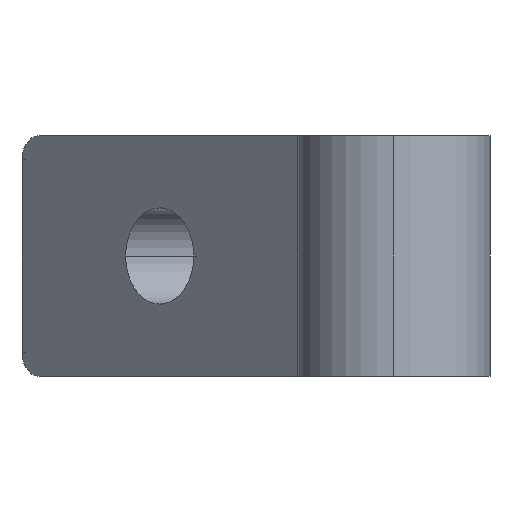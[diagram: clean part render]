
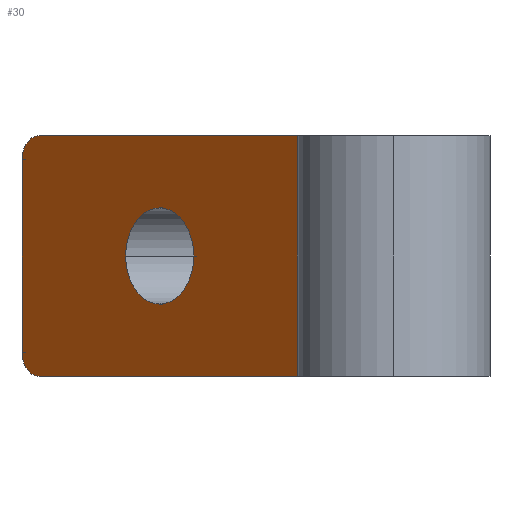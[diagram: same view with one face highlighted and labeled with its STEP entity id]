
A CAD part, left-side view. The second image highlights one B-rep face of the part: STEP entity #30.
In plain terms, the highlighted planar face has unit normal (-0.707, 0.707, 0).
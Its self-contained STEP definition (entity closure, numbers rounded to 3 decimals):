
#2 = EDGE_CURVE ( 'NONE', #348, #99, #545, .T. ) ;
#13 = DIRECTION ( 'NONE',  ( 0.707, 0.707, 0. ) ) ;
#15 = ORIENTED_EDGE ( 'NONE', *, *, #130, .F. ) ;
#18 = CARTESIAN_POINT ( 'NONE',  ( 23.424, 14.914, 10. ) ) ;
#20 = FACE_OUTER_BOUND ( 'NONE', #340, .T. ) ;
#30 = ADVANCED_FACE ( 'NONE', ( #515, #20 ), #110, .T. ) ;
#46 = VECTOR ( 'NONE', #503, 1000. ) ;
#48 = VERTEX_POINT ( 'NONE', #302 ) ;
#58 = DIRECTION ( 'NONE',  ( 0., 0., -1. ) ) ;
#59 = VERTEX_POINT ( 'NONE', #510 ) ;
#61 = CARTESIAN_POINT ( 'NONE',  ( 4.255, -4.255, 10. ) ) ;
#63 = VERTEX_POINT ( 'NONE', #73 ) ;
#73 = CARTESIAN_POINT ( 'NONE',  ( 19.824, 11.314, 5. ) ) ;
#75 = CARTESIAN_POINT ( 'NONE',  ( 12.689, 4.179, 0. ) ) ;
#81 = EDGE_CURVE ( 'NONE', #621, #444, #265, .T. ) ;
#84 = CIRCLE ( 'NONE', #227, 1. ) ;
#99 = VERTEX_POINT ( 'NONE', #18 ) ;
#104 = DIRECTION ( 'NONE',  ( -0.707, -0.707, 0. ) ) ;
#106 = CARTESIAN_POINT ( 'NONE',  ( 12.689, 4.179, 10. ) ) ;
#110 = PLANE ( 'NONE',  #402 ) ;
#113 = DIRECTION ( 'NONE',  ( -0.707, 0.707, 0. ) ) ;
#118 = ORIENTED_EDGE ( 'NONE', *, *, #179, .T. ) ;
#125 = DIRECTION ( 'NONE',  ( -0.707, 0.707, 0. ) ) ;
#130 = EDGE_CURVE ( 'NONE', #348, #266, #507, .T. ) ;
#140 = ORIENTED_EDGE ( 'NONE', *, *, #314, .F. ) ;
#154 = VECTOR ( 'NONE', #414, 1000. ) ;
#158 = ORIENTED_EDGE ( 'NONE', *, *, #571, .F. ) ;
#167 = AXIS2_PLACEMENT_3D ( 'NONE', #449, #532, #388 ) ;
#179 = EDGE_CURVE ( 'NONE', #444, #48, #84, .T. ) ;
#190 = ORIENTED_EDGE ( 'NONE', *, *, #326, .F. ) ;
#193 = VECTOR ( 'NONE', #58, 1000. ) ;
#225 = CARTESIAN_POINT ( 'NONE',  ( 24.131, 15.621, 9. ) ) ;
#227 = AXIS2_PLACEMENT_3D ( 'NONE', #420, #125, #231 ) ;
#231 = DIRECTION ( 'NONE',  ( -0.707, -0.707, 0. ) ) ;
#234 = ORIENTED_EDGE ( 'NONE', *, *, #2, .T. ) ;
#235 = ORIENTED_EDGE ( 'NONE', *, *, #564, .T. ) ;
#261 = CARTESIAN_POINT ( 'NONE',  ( 23.424, 14.914, 9. ) ) ;
#265 = LINE ( 'NONE', #310, #193 ) ;
#266 = VERTEX_POINT ( 'NONE', #75 ) ;
#277 = EDGE_LOOP ( 'NONE', ( #190, #140 ) ) ;
#301 = LINE ( 'NONE', #591, #46 ) ;
#302 = CARTESIAN_POINT ( 'NONE',  ( 23.424, 14.914, 0. ) ) ;
#310 = CARTESIAN_POINT ( 'NONE',  ( 24.131, 15.621, 10. ) ) ;
#314 = EDGE_CURVE ( 'NONE', #63, #59, #341, .T. ) ;
#326 = EDGE_CURVE ( 'NONE', #59, #63, #489, .T. ) ;
#330 = CARTESIAN_POINT ( 'NONE',  ( 24.131, 15.621, 1. ) ) ;
#340 = EDGE_LOOP ( 'NONE', ( #399, #118, #158, #15, #234, #235 ) ) ;
#341 = CIRCLE ( 'NONE', #417, 2. ) ;
#348 = VERTEX_POINT ( 'NONE', #384 ) ;
#370 = CARTESIAN_POINT ( 'NONE',  ( 18.41, 9.9, 5. ) ) ;
#384 = CARTESIAN_POINT ( 'NONE',  ( 12.689, 4.179, 10. ) ) ;
#388 = DIRECTION ( 'NONE',  ( -0.707, -0.707, 0. ) ) ;
#397 = CARTESIAN_POINT ( 'NONE',  ( 4.255, -4.255, 10. ) ) ;
#399 = ORIENTED_EDGE ( 'NONE', *, *, #81, .T. ) ;
#402 = AXIS2_PLACEMENT_3D ( 'NONE', #61, #113, #598 ) ;
#414 = DIRECTION ( 'NONE',  ( 0., 0., -1. ) ) ;
#417 = AXIS2_PLACEMENT_3D ( 'NONE', #370, #567, #484 ) ;
#420 = CARTESIAN_POINT ( 'NONE',  ( 23.424, 14.914, 1. ) ) ;
#444 = VERTEX_POINT ( 'NONE', #330 ) ;
#449 = CARTESIAN_POINT ( 'NONE',  ( 18.41, 9.9, 5. ) ) ;
#463 = CIRCLE ( 'NONE', #569, 1. ) ;
#484 = DIRECTION ( 'NONE',  ( -0.707, -0.707, 0. ) ) ;
#489 = CIRCLE ( 'NONE', #167, 2. ) ;
#503 = DIRECTION ( 'NONE',  ( 0.707, 0.707, 0. ) ) ;
#507 = LINE ( 'NONE', #106, #154 ) ;
#510 = CARTESIAN_POINT ( 'NONE',  ( 16.996, 8.486, 5. ) ) ;
#515 = FACE_BOUND ( 'NONE', #277, .T. ) ;
#528 = VECTOR ( 'NONE', #13, 1000. ) ;
#532 = DIRECTION ( 'NONE',  ( -0.707, 0.707, 0. ) ) ;
#545 = LINE ( 'NONE', #397, #528 ) ;
#564 = EDGE_CURVE ( 'NONE', #99, #621, #463, .T. ) ;
#567 = DIRECTION ( 'NONE',  ( -0.707, 0.707, 0. ) ) ;
#569 = AXIS2_PLACEMENT_3D ( 'NONE', #261, #596, #104 ) ;
#571 = EDGE_CURVE ( 'NONE', #266, #48, #301, .T. ) ;
#591 = CARTESIAN_POINT ( 'NONE',  ( 4.255, -4.255, 0. ) ) ;
#596 = DIRECTION ( 'NONE',  ( -0.707, 0.707, 0. ) ) ;
#598 = DIRECTION ( 'NONE',  ( -0.707, -0.707, 0. ) ) ;
#621 = VERTEX_POINT ( 'NONE', #225 ) ;
